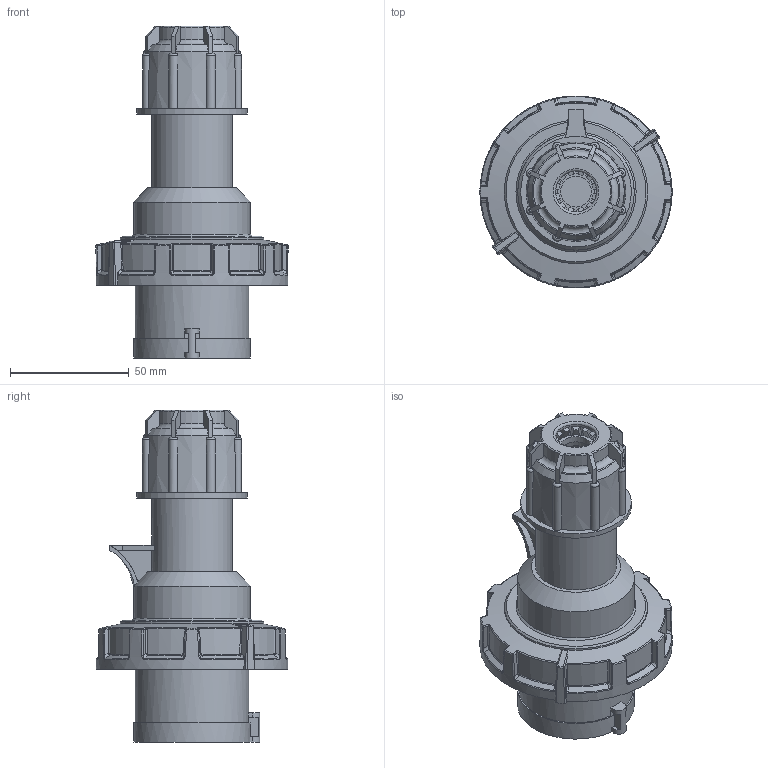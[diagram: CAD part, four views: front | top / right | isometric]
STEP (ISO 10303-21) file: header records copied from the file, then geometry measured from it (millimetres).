
FILE_DESCRIPTION (( 'STEP AP203' ), '1' );
FILE_NAME ('ps-0142-16-380.ÃÌ Âèëêà ïåðåíîñíàÿ 0142 3Ð+ÐÅ 16À 380Â IP67 EKF PROxima.STEP', '2025-10-24T08:02:59', ( '' ), ( '' ), 'SwSTEP 2.0', 'SolidWorks 2021', '' );
FILE_SCHEMA (( 'CONFIG_CONTROL_DESIGN' ));
Length unit declared in the file: millimetre
Products named in the file (8): Êîïèÿ ïðîêëàäêà ñàëüíèêà^ps-0142-16-380.ÃÌ Âèëêà ïåðåíîñíàÿ 0142 3Ð+ÐÅ 16À 380Â IP67 EKF PROxima_00; Êîïèÿ çàùèòíîå êîëüöî^ps-0142-16-380.ÃÌ Âèëêà ïåðåíîñíàÿ 0142 3Ð+ÐÅ 16À 380Â IP67 EKF PROxima; Êîïèÿ çàæèì^ps-0142-16-380.ÃÌ Âèëêà ïåðåíîñíàÿ 0142 3Ð+ÐÅ 16À 380Â IP67 EKF PROxima_00; ps-0142-16-380.ÃÌ Âèëêà ïåðåíîñíàÿ 0142 3Ð+ÐÅ 16À 380Â IP67 EKF PROxima; Êîïèÿ Çàæèìíàÿ ãàéêà^ps-0142-16-380.ÃÌ Âèëêà ïåðåíîñíàÿ 0142 3Ð+ÐÅ 16À 380Â IP67 EKF PROxima_00; Êîïèÿ êîðïóñ1^ps-0142-16-380.ÃÌ Âèëêà ïåðåíîñíàÿ 0142 3Ð+ÐÅ 16À 380Â IP67 EKF PROxima_00; Êîïèÿ âèëêà íîâîãî ïîêîëåíèÿ^ps-0142-16-380.ÃÌ Âèëêà ïåðåíîñíàÿ 0142 3Ð+ÐÅ 16À 380Â IP67 EKF PROxima_00; Êîïèÿ êðóãëàÿ ïðîêëàäêà^ps-0142-16-380.ÃÌ Âèëêà ïåðåíîñíàÿ 0142 3Ð+ÐÅ 16À 380Â IP67 EKF PROxima_00
Assembly tree (7 placements, depth 2):
  ps-0142-16-380.ÃÌ Âèëêà ïåðåíîñíàÿ 0142 3Ð+ÐÅ 16À 380Â IP67 EKF PROxima
    Êîïèÿ êîðïóñ1^ps-0142-16-380.ÃÌ Âèëêà ïåðåíîñíàÿ 0142 3Ð+ÐÅ 16À 380Â IP67 EKF PROxima_00
    Êîïèÿ çàæèì^ps-0142-16-380.ÃÌ Âèëêà ïåðåíîñíàÿ 0142 3Ð+ÐÅ 16À 380Â IP67 EKF PROxima_00
    Êîïèÿ Çàæèìíàÿ ãàéêà^ps-0142-16-380.ÃÌ Âèëêà ïåðåíîñíàÿ 0142 3Ð+ÐÅ 16À 380Â IP67 EKF PROxima_00
    Êîïèÿ ïðîêëàäêà ñàëüíèêà^ps-0142-16-380.ÃÌ Âèëêà ïåðåíîñíàÿ 0142 3Ð+ÐÅ 16À 380Â IP67 EKF PROxima_00
    Êîïèÿ çàùèòíîå êîëüöî^ps-0142-16-380.ÃÌ Âèëêà ïåðåíîñíàÿ 0142 3Ð+ÐÅ 16À 380Â IP67 EKF PROxima
    Êîïèÿ âèëêà íîâîãî ïîêîëåíèÿ^ps-0142-16-380.ÃÌ Âèëêà ïåðåíîñíàÿ 0142 3Ð+ÐÅ 16À 380Â IP67 EKF PROxima_00
    Êîïèÿ êðóãëàÿ ïðîêëàäêà^ps-0142-16-380.ÃÌ Âèëêà ïåðåíîñíàÿ 0142 3Ð+ÐÅ 16À 380Â IP67 EKF PROxima_00
Bounding box: 80.73 x 80.67 x 139.5 mm (x, y, z)
Volume: 134737.1 mm3; surface area: 82745.6 mm2
Topology: 7 solids, 7 shells, 596 faces, 1492 edges, 909 vertices
Faces by surface type: plane 208, bspline 131, cylinder 107, torus 75, cone 55, sphere 20
Full cylindrical faces by diameter (mm): 5 x3, 7 x1, 10 x3, 13 x1, 15.5 x1, 17.15 x1, 22.25 x1, 25.5 x1, 26.5 x1, 28.5 x2, 30 x1, 30.5 x1, 30.75 x1, 34 x1, 37.5 x1, 38.25 x1, 44.5 x1, 46.5 x1, 47.85 x1, 49 x2, 55.6 x1, 55.65 x1, 58.5 x1, 59 x1, 60.3 x2, 71 x1
Entity records: 21749 total; most frequent: CARTESIAN_POINT 8251, ORIENTED_EDGE 2792, DIRECTION 2399, EDGE_CURVE 1396, AXIS2_PLACEMENT_3D 1019, VERTEX_POINT 891, EDGE_LOOP 685, FACE_OUTER_BOUND 634
